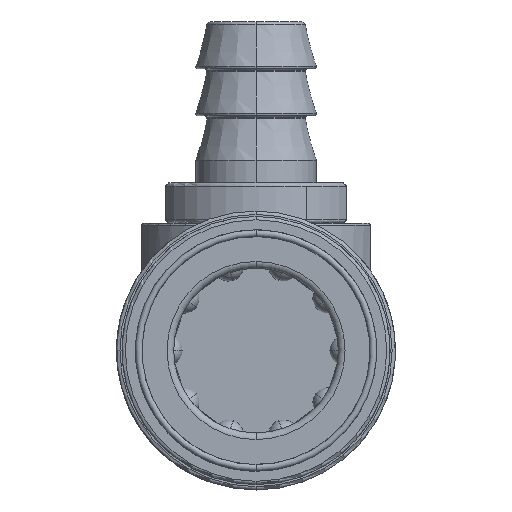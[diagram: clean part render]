
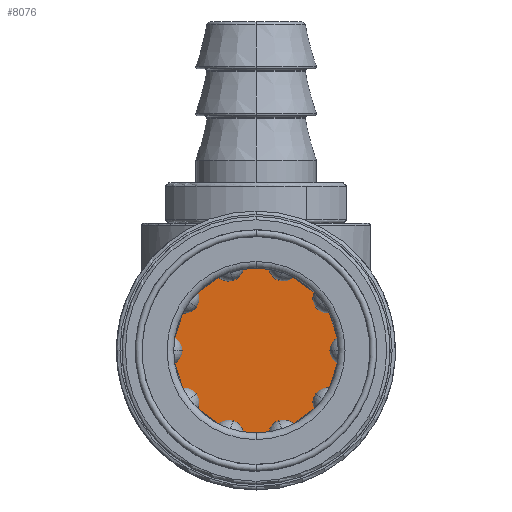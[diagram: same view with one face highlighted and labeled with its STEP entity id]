
A CAD part, left-side view. The second image highlights one B-rep face of the part: STEP entity #8076.
In plain terms, the highlighted planar face has unit normal (-1, 0, 0).
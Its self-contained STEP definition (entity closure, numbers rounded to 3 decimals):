
#464 = DIRECTION ( 'NONE',  ( -1., 0., 0. ) ) ;
#1325 = EDGE_CURVE ( 'NONE', #12060, #7325, #19060, .T. ) ;
#1379 = ORIENTED_EDGE ( 'NONE', *, *, #1325, .T. ) ;
#1974 = EDGE_CURVE ( 'NONE', #7325, #12060, #5521, .T. ) ;
#3254 = DIRECTION ( 'NONE',  ( -1., 0., 0. ) ) ;
#4092 = CARTESIAN_POINT ( 'NONE',  ( -110.895, 0., 0. ) ) ;
#4114 = ORIENTED_EDGE ( 'NONE', *, *, #1974, .T. ) ;
#5160 = CARTESIAN_POINT ( 'NONE',  ( -110.895, 0., 0. ) ) ;
#5521 = CIRCLE ( 'NONE', #12636, 12.275 ) ;
#6159 = AXIS2_PLACEMENT_3D ( 'NONE', #19703, #464, #10339 ) ;
#7325 = VERTEX_POINT ( 'NONE', #11620 ) ;
#8076 = ADVANCED_FACE ( 'NONE', ( #18654 ), #20251, .T. ) ;
#8241 = AXIS2_PLACEMENT_3D ( 'NONE', #4092, #15470, #15361 ) ;
#9369 = CARTESIAN_POINT ( 'NONE',  ( -110.895, 0., -12.275 ) ) ;
#10319 = EDGE_LOOP ( 'NONE', ( #1379, #4114 ) ) ;
#10339 = DIRECTION ( 'NONE',  ( 0., 0., -1. ) ) ;
#11620 = CARTESIAN_POINT ( 'NONE',  ( -110.895, 0., 12.275 ) ) ;
#12060 = VERTEX_POINT ( 'NONE', #9369 ) ;
#12636 = AXIS2_PLACEMENT_3D ( 'NONE', #5160, #3254, #14532 ) ;
#14532 = DIRECTION ( 'NONE',  ( 0., 0., -1. ) ) ;
#15361 = DIRECTION ( 'NONE',  ( 0., 0., 1. ) ) ;
#15470 = DIRECTION ( 'NONE',  ( -1., 0., 0. ) ) ;
#18654 = FACE_OUTER_BOUND ( 'NONE', #10319, .T. ) ;
#19060 = CIRCLE ( 'NONE', #6159, 12.275 ) ;
#19703 = CARTESIAN_POINT ( 'NONE',  ( -110.895, 0., 0. ) ) ;
#20251 = PLANE ( 'NONE',  #8241 ) ;
